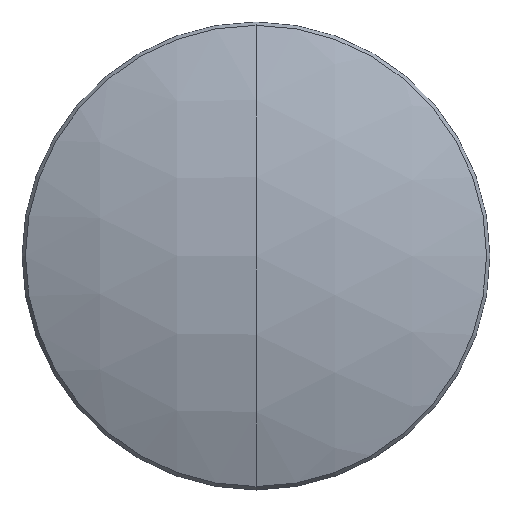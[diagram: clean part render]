
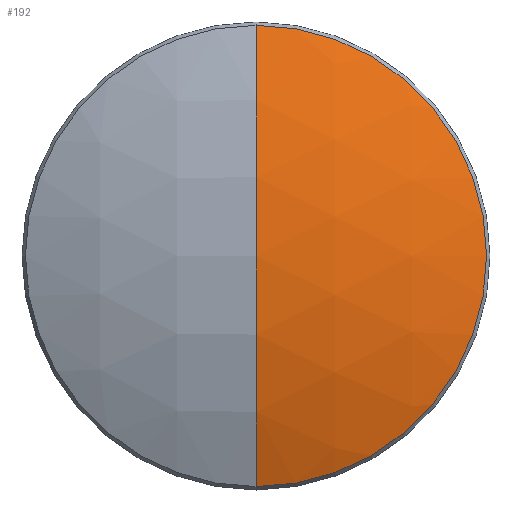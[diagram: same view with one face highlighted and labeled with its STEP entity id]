
A CAD part, top view. The second image highlights one B-rep face of the part: STEP entity #192.
In plain terms, the highlighted spherical face has radius 32.54 mm.
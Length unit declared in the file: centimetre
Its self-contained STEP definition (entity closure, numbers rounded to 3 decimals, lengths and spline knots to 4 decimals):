
#10 = DIRECTION ( 'NONE',  ( 0., 1., 0. ) ) ;
#19 = VERTEX_POINT ( 'NONE', #300 ) ;
#52 = CARTESIAN_POINT ( 'NONE',  ( 0., 0., -3.025 ) ) ;
#70 = EDGE_CURVE ( 'NONE', #19, #220, #188, .T. ) ;
#93 = SPHERICAL_SURFACE ( 'NONE', #200, 3.254 ) ;
#94 = ORIENTED_EDGE ( 'NONE', *, *, #116, .F. ) ;
#97 = AXIS2_PLACEMENT_3D ( 'NONE', #185, #258, #231 ) ;
#116 = EDGE_CURVE ( 'NONE', #19, #216, #251, .T. ) ;
#157 = ORIENTED_EDGE ( 'NONE', *, *, #70, .T. ) ;
#165 = CARTESIAN_POINT ( 'NONE',  ( 0., 0., -0.0214 ) ) ;
#185 = CARTESIAN_POINT ( 'NONE',  ( 0., 0., -3.025 ) ) ;
#188 = CIRCLE ( 'NONE', #240, 3.254 ) ;
#192 = ADVANCED_FACE ( 'NONE', ( #274 ), #93, .T. ) ;
#198 = AXIS2_PLACEMENT_3D ( 'NONE', #165, #254, #10 ) ;
#200 = AXIS2_PLACEMENT_3D ( 'NONE', #209, #235, #287 ) ;
#205 = DIRECTION ( 'NONE',  ( 1., 0., 0. ) ) ;
#209 = CARTESIAN_POINT ( 'NONE',  ( 0., 0., -3.025 ) ) ;
#216 = VERTEX_POINT ( 'NONE', #259 ) ;
#220 = VERTEX_POINT ( 'NONE', #281 ) ;
#228 = DIRECTION ( 'NONE',  ( 0., 1., 0. ) ) ;
#231 = DIRECTION ( 'NONE',  ( 0., 0., 1. ) ) ;
#235 = DIRECTION ( 'NONE',  ( 1., 0., 0. ) ) ;
#240 = AXIS2_PLACEMENT_3D ( 'NONE', #52, #205, #228 ) ;
#248 = CIRCLE ( 'NONE', #198, 1.2516 ) ;
#251 = CIRCLE ( 'NONE', #97, 3.254 ) ;
#254 = DIRECTION ( 'NONE',  ( 0., 0., 1. ) ) ;
#258 = DIRECTION ( 'NONE',  ( -1., 0., 0. ) ) ;
#259 = CARTESIAN_POINT ( 'NONE',  ( 0., 1.2516, -0.0214 ) ) ;
#269 = EDGE_CURVE ( 'NONE', #220, #216, #248, .T. ) ;
#274 = FACE_OUTER_BOUND ( 'NONE', #296, .T. ) ;
#281 = CARTESIAN_POINT ( 'NONE',  ( 0., -1.2516, -0.0214 ) ) ;
#287 = DIRECTION ( 'NONE',  ( 0., 1., 0. ) ) ;
#293 = ORIENTED_EDGE ( 'NONE', *, *, #269, .T. ) ;
#296 = EDGE_LOOP ( 'NONE', ( #94, #157, #293 ) ) ;
#300 = CARTESIAN_POINT ( 'NONE',  ( 0., 0., 0.229 ) ) ;
